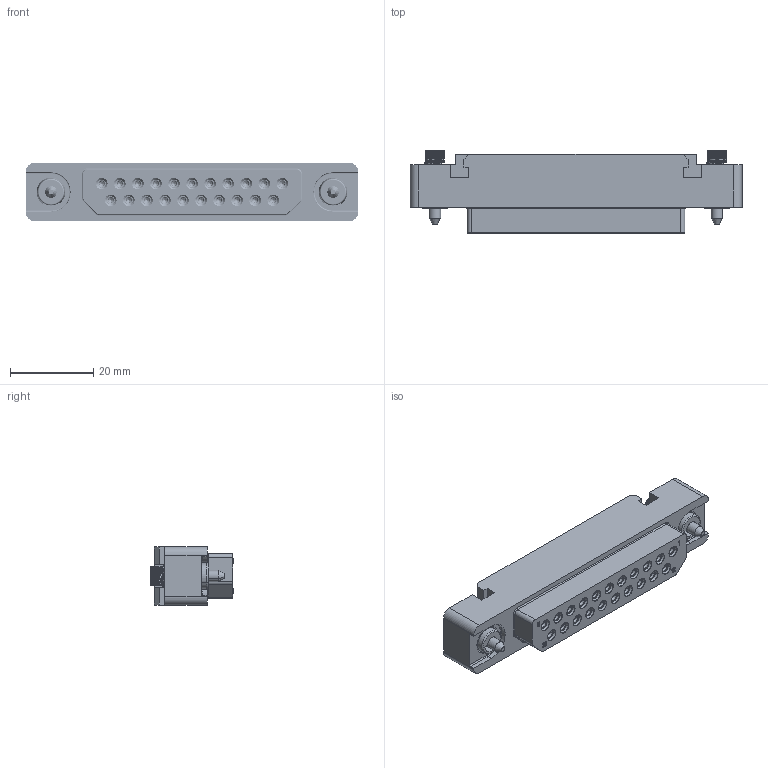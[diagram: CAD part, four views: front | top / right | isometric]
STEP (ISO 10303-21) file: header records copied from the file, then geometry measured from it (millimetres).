
FILE_DESCRIPTION((''),'2;1');
FILE_NAME('1900ND04S2A00B','2020-08-03T',('presta_be4'),(''),'CREO PARAMETRIC BY PTC INC, 2018360','CREO PARAMETRIC BY PTC INC, 2018360','');
FILE_SCHEMA(('CONFIG_CONTROL_DESIGN'));
Products named in the file (1): 1900ND04S2A00B
Bounding box: 80 x 19.96 x 14 mm (x, y, z)
Volume: 13816.9 mm3; surface area: 20373.6 mm2
Topology: 24 solids, 24 shells, 3021 faces, 7774 edges, 4864 vertices
Faces by surface type: plane 1226, cylinder 1077, cone 418, torus 176, bspline 96, extrusion 28
Entity records: 103008 total; most frequent: CARTESIAN_POINT 30118, ORIENTED_EDGE 15372, DIRECTION 15005, EDGE_CURVE 7686, AXIS2_PLACEMENT_3D 5612, VERTEX_POINT 4864, VECTOR 3781, LINE 3753
